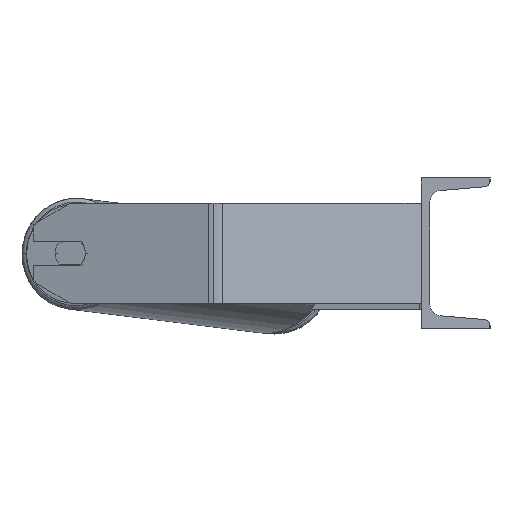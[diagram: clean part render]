
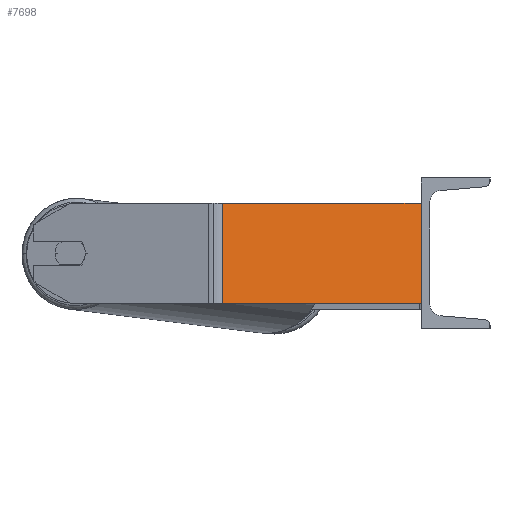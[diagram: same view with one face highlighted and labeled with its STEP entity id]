
A CAD part, left-side view. The second image highlights one B-rep face of the part: STEP entity #7698.
In plain terms, the highlighted planar face has unit normal (-0.906, -0.423, 0).
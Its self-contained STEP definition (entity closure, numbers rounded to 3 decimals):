
#765 = EDGE_CURVE ( 'NONE', #1026, #2312, #3764, .T. ) ;
#816 = LINE ( 'NONE', #5095, #3125 ) ;
#881 = ORIENTED_EDGE ( 'NONE', *, *, #8689, .T. ) ;
#1026 = VERTEX_POINT ( 'NONE', #7819 ) ;
#1165 = ORIENTED_EDGE ( 'NONE', *, *, #8901, .F. ) ;
#1440 = DIRECTION ( 'NONE',  ( 0., 0., -1. ) ) ;
#1532 = ORIENTED_EDGE ( 'NONE', *, *, #765, .T. ) ;
#1609 = LINE ( 'NONE', #3743, #3910 ) ;
#1824 = CARTESIAN_POINT ( 'NONE',  ( -885., 0., -40. ) ) ;
#2312 = VERTEX_POINT ( 'NONE', #1824 ) ;
#2352 = VECTOR ( 'NONE', #6794, 1000. ) ;
#2472 = VERTEX_POINT ( 'NONE', #3129 ) ;
#2491 = CARTESIAN_POINT ( 'NONE',  ( -959., 158.694, 40. ) ) ;
#2786 = DIRECTION ( 'NONE',  ( -0.423, 0.906, 0. ) ) ;
#3125 = VECTOR ( 'NONE', #1440, 1000. ) ;
#3129 = CARTESIAN_POINT ( 'NONE',  ( -959., 158.694, 40. ) ) ;
#3359 = EDGE_CURVE ( 'NONE', #2472, #6162, #1609, .T. ) ;
#3743 = CARTESIAN_POINT ( 'NONE',  ( -961.461, 163.971, 40. ) ) ;
#3764 = LINE ( 'NONE', #5304, #2352 ) ;
#3910 = VECTOR ( 'NONE', #4452, 1000. ) ;
#4120 = FACE_OUTER_BOUND ( 'NONE', #6244, .T. ) ;
#4452 = DIRECTION ( 'NONE',  ( 0.423, -0.906, 0. ) ) ;
#4756 = LINE ( 'NONE', #2491, #8722 ) ;
#5095 = CARTESIAN_POINT ( 'NONE',  ( -885., 0., 40. ) ) ;
#5304 = CARTESIAN_POINT ( 'NONE',  ( -961.461, 163.971, -40. ) ) ;
#5629 = AXIS2_PLACEMENT_3D ( 'NONE', #7631, #6935, #2786 ) ;
#5955 = ORIENTED_EDGE ( 'NONE', *, *, #3359, .F. ) ;
#6162 = VERTEX_POINT ( 'NONE', #6426 ) ;
#6244 = EDGE_LOOP ( 'NONE', ( #1532, #1165, #5955, #881 ) ) ;
#6426 = CARTESIAN_POINT ( 'NONE',  ( -885., 0., 40. ) ) ;
#6794 = DIRECTION ( 'NONE',  ( 0.423, -0.906, 0. ) ) ;
#6901 = PLANE ( 'NONE',  #5629 ) ;
#6935 = DIRECTION ( 'NONE',  ( 0.906, 0.423, 0. ) ) ;
#7631 = CARTESIAN_POINT ( 'NONE',  ( -961.461, 163.971, 40. ) ) ;
#7698 = ADVANCED_FACE ( 'NONE', ( #4120 ), #6901, .F. ) ;
#7819 = CARTESIAN_POINT ( 'NONE',  ( -959., 158.694, -40. ) ) ;
#8689 = EDGE_CURVE ( 'NONE', #2472, #1026, #4756, .T. ) ;
#8722 = VECTOR ( 'NONE', #8898, 1000. ) ;
#8898 = DIRECTION ( 'NONE',  ( 0., 0., -1. ) ) ;
#8901 = EDGE_CURVE ( 'NONE', #6162, #2312, #816, .T. ) ;
